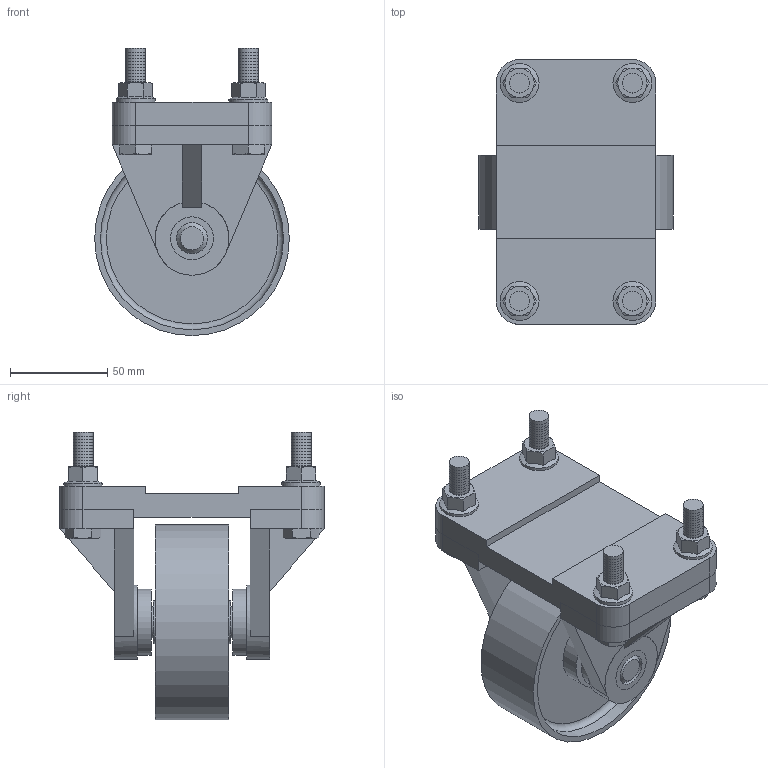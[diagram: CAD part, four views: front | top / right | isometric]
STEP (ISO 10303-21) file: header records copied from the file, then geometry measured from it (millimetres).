
FILE_DESCRIPTION(('FreeCAD Model'),'2;1');
FILE_NAME('assembly-basic-15 - modified-unfinished.step','2020-08-07T22:20:08',('Author'),(''), 'Open CASCADE STEP processor 7.3','FreeCAD','Unknown');
FILE_SCHEMA(('AUTOMOTIVE_DESIGN { 1 0 10303 214 1 1 1 1 }'));
Length unit declared in the file: millimetre
Products named in the file (22): a00-basic_assembly; nut3; nut4; nut; nut2; bolt; bolt3; bolt4; bolt2; base; support; supportR; hornL; hornR; axle; wheel; Cylinder4; Cylinder2; newnut4; newnut3; newnut1; newnut2
Assembly tree (23 placements, depth 2):
  a00-basic_assembly
    nut3
    nut4
    nut
    nut2
    bolt
    bolt3
    bolt4
    bolt2
    base
    support
    supportR
    hornL
    hornR
    axle
    wheel
    Cylinder4
    Cylinder2  x3
    newnut4
    newnut3
    newnut1
    newnut2
Bounding box: 100 x 136 x 147.53 mm (x, y, z)
Volume: 519336.1 mm3; surface area: 146671.9 mm2
Topology: 23 solids, 23 shells, 579 faces, 1201 edges, 688 vertices
Faces by surface type: cone 330, plane 180, cylinder 67, torus 2
Full cylindrical faces by diameter (mm): 7.25 x4, 10 x4, 10.2 x8, 11 x8, 14.6 x4, 16 x4, 20 x12, 22 x6, 34 x2, 38 x4, 94 x2, 100 x1
Entity records: 35849 total; most frequent: CARTESIAN_POINT 11070, DIRECTION 4551, ORIENTED_EDGE 2390, PCURVE 2390, DEFINITIONAL_REPRESENTATION 2390, LINE 2325, VECTOR 2325, EDGE_CURVE 1195
